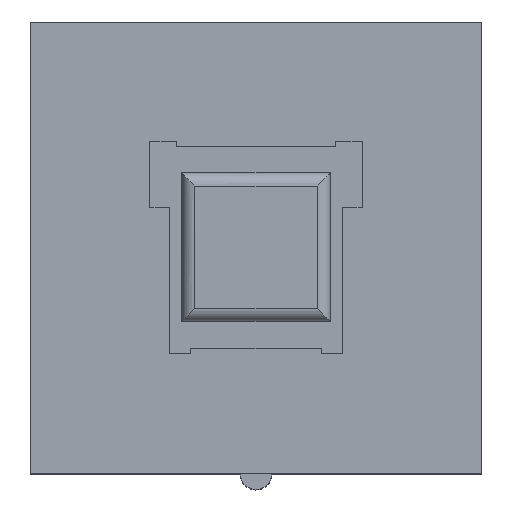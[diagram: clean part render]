
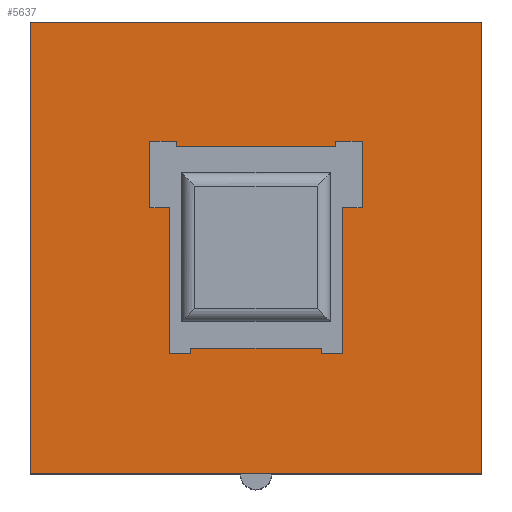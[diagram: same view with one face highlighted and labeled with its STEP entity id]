
A CAD part, top view. The second image highlights one B-rep face of the part: STEP entity #5637.
In plain terms, the highlighted planar face has unit normal (0, 0, 1).
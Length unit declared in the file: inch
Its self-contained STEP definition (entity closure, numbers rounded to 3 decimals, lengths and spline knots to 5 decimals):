
#48=FACE_BOUND('',#449,.T.);
#65=CIRCLE('',#5961,0.04429);
#147=FACE_OUTER_BOUND('',#448,.T.);
#448=EDGE_LOOP('',(#4057,#4058,#4059,#4060));
#449=EDGE_LOOP('',(#4061,#4062,#4063,#4064));
#901=LINE('',#8090,#1701);
#928=LINE('',#8145,#1728);
#948=LINE('',#8187,#1748);
#949=LINE('',#8189,#1749);
#950=LINE('',#8190,#1750);
#951=LINE('',#8192,#1751);
#952=LINE('',#8193,#1752);
#1701=VECTOR('',#6556,0.33465);
#1728=VECTOR('',#6595,0.3937);
#1748=VECTOR('',#6635,0.33465);
#1749=VECTOR('',#6636,0.33465);
#1750=VECTOR('',#6637,0.33465);
#1751=VECTOR('',#6638,0.3937);
#1752=VECTOR('',#6639,0.08858);
#2450=VERTEX_POINT('',#8087);
#2451=VERTEX_POINT('',#8089);
#2472=VERTEX_POINT('',#8142);
#2473=VERTEX_POINT('',#8144);
#2476=VERTEX_POINT('',#8154);
#2485=VERTEX_POINT('',#8186);
#2486=VERTEX_POINT('',#8188);
#2487=VERTEX_POINT('',#8191);
#3046=EDGE_CURVE('',#2450,#2451,#901,.T.);
#3073=EDGE_CURVE('',#2473,#2472,#928,.T.);
#3078=EDGE_CURVE('',#2476,#2473,#65,.T.);
#3095=EDGE_CURVE('',#2451,#2485,#948,.T.);
#3096=EDGE_CURVE('',#2486,#2450,#949,.T.);
#3097=EDGE_CURVE('',#2485,#2486,#950,.T.);
#3098=EDGE_CURVE('',#2487,#2476,#951,.T.);
#3099=EDGE_CURVE('',#2472,#2487,#952,.T.);
#4057=ORIENTED_EDGE('',*,*,#3095,.F.);
#4058=ORIENTED_EDGE('',*,*,#3046,.F.);
#4059=ORIENTED_EDGE('',*,*,#3096,.F.);
#4060=ORIENTED_EDGE('',*,*,#3097,.F.);
#4061=ORIENTED_EDGE('',*,*,#3098,.T.);
#4062=ORIENTED_EDGE('',*,*,#3078,.T.);
#4063=ORIENTED_EDGE('',*,*,#3073,.T.);
#4064=ORIENTED_EDGE('',*,*,#3099,.T.);
#5344=PLANE('',#5967);
#5637=ADVANCED_FACE('',(#147,#48),#5344,.T.);
#5961=AXIS2_PLACEMENT_3D('',#8155,#6605,#6606);
#5967=AXIS2_PLACEMENT_3D('',#8185,#6633,#6634);
#6556=DIRECTION('',(0.,-1.,0.));
#6595=DIRECTION('',(0.,1.,0.));
#6605=DIRECTION('center_axis',(0.,0.,-1.));
#6606=DIRECTION('ref_axis',(0.,1.,0.));
#6633=DIRECTION('center_axis',(0.,0.,1.));
#6634=DIRECTION('ref_axis',(-1.,0.,0.));
#6635=DIRECTION('',(-1.,0.,0.));
#6636=DIRECTION('',(1.,0.,0.));
#6637=DIRECTION('',(0.,1.,0.));
#6638=DIRECTION('',(0.,-1.,0.));
#6639=DIRECTION('',(1.,0.,0.));
#8087=CARTESIAN_POINT('',(0.16732,-0.16732,-0.29528));
#8089=CARTESIAN_POINT('',(0.16732,-0.50197,-0.29528));
#8090=CARTESIAN_POINT('',(0.16732,-0.16732,-0.29528));
#8142=CARTESIAN_POINT('',(-0.04429,-0.25984,-0.29528));
#8144=CARTESIAN_POINT('',(-0.04429,-0.33465,-0.29528));
#8145=CARTESIAN_POINT('',(-0.04429,-0.39173,-0.29528));
#8154=CARTESIAN_POINT('',(0.04429,-0.33465,-0.29528));
#8155=CARTESIAN_POINT('Origin',(0.,-0.33465,-0.29528));
#8185=CARTESIAN_POINT('Origin',(-0.18406,-0.5187,-0.29528));
#8186=CARTESIAN_POINT('',(-0.16732,-0.50197,-0.29528));
#8187=CARTESIAN_POINT('',(0.16732,-0.50197,-0.29528));
#8188=CARTESIAN_POINT('',(-0.16732,-0.16732,-0.29528));
#8189=CARTESIAN_POINT('',(-0.16732,-0.16732,-0.29528));
#8190=CARTESIAN_POINT('',(-0.16732,-0.50197,-0.29528));
#8191=CARTESIAN_POINT('',(0.04429,-0.25984,-0.29528));
#8192=CARTESIAN_POINT('',(0.04429,-0.39173,-0.29528));
#8193=CARTESIAN_POINT('',(-0.04429,-0.25984,-0.29528));
